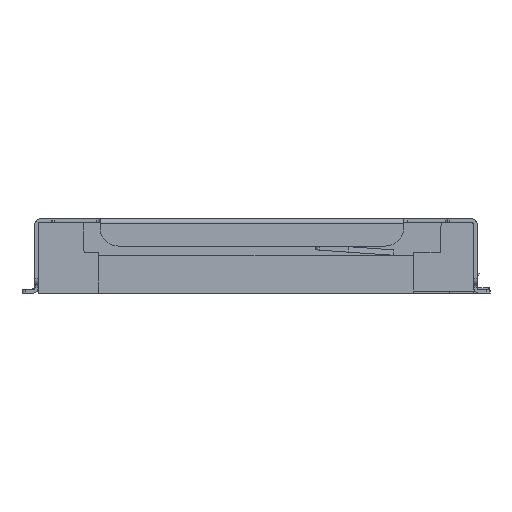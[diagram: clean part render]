
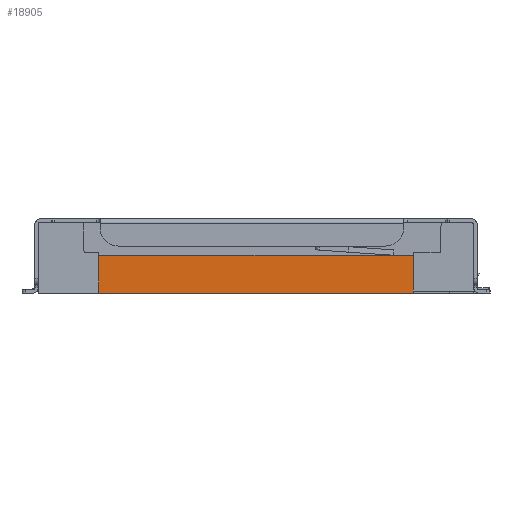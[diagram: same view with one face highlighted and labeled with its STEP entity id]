
A CAD part, left-side view. The second image highlights one B-rep face of the part: STEP entity #18905.
In plain terms, the highlighted planar face has unit normal (-1, 0, 0).
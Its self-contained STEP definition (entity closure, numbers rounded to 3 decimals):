
#1439=FACE_OUTER_BOUND('',#2439,.T.);
#2439=EDGE_LOOP('',(#17282,#17283,#17284,#17285));
#3444=LINE('',#26890,#5506);
#3759=LINE('',#27767,#5821);
#4065=LINE('',#28568,#6127);
#5163=LINE('',#32017,#7225);
#5506=VECTOR('',#21386,1.);
#5821=VECTOR('',#22183,1.);
#6127=VECTOR('',#23055,1.);
#7225=VECTOR('',#25867,1.);
#7650=VERTEX_POINT('',#26887);
#7651=VERTEX_POINT('',#26889);
#7972=VERTEX_POINT('',#27766);
#8184=VERTEX_POINT('',#28567);
#9525=EDGE_CURVE('',#7650,#7651,#3444,.T.);
#9972=EDGE_CURVE('',#7972,#7650,#3759,.T.);
#10404=EDGE_CURVE('',#7651,#8184,#4065,.T.);
#11794=EDGE_CURVE('',#8184,#7972,#5163,.T.);
#17282=ORIENTED_EDGE('',*,*,#9972,.F.);
#17283=ORIENTED_EDGE('',*,*,#11794,.F.);
#17284=ORIENTED_EDGE('',*,*,#10404,.F.);
#17285=ORIENTED_EDGE('',*,*,#9525,.F.);
#17935=PLANE('',#20549);
#18905=ADVANCED_FACE('',(#1439),#17935,.F.);
#20549=AXIS2_PLACEMENT_3D('',#32016,#25865,#25866);
#21386=DIRECTION('',(0.,1.,0.));
#22183=DIRECTION('',(0.,0.,-1.));
#23055=DIRECTION('',(0.,0.,1.));
#25865=DIRECTION('center_axis',(1.,0.,0.));
#25866=DIRECTION('ref_axis',(0.,1.,0.));
#25867=DIRECTION('',(0.,-1.,0.));
#26887=CARTESIAN_POINT('',(-8.1,-4.34,0.));
#26889=CARTESIAN_POINT('',(-8.1,4.34,0.));
#26890=CARTESIAN_POINT('',(-8.1,-5.791,0.));
#27766=CARTESIAN_POINT('',(-8.1,-4.34,1.04));
#27767=CARTESIAN_POINT('',(-8.1,-4.34,-0.06));
#28567=CARTESIAN_POINT('',(-8.1,4.34,1.04));
#28568=CARTESIAN_POINT('',(-8.1,4.34,-42.063));
#32016=CARTESIAN_POINT('Origin',(-8.1,5.09,0.52));
#32017=CARTESIAN_POINT('',(-8.1,5.971,1.04));
